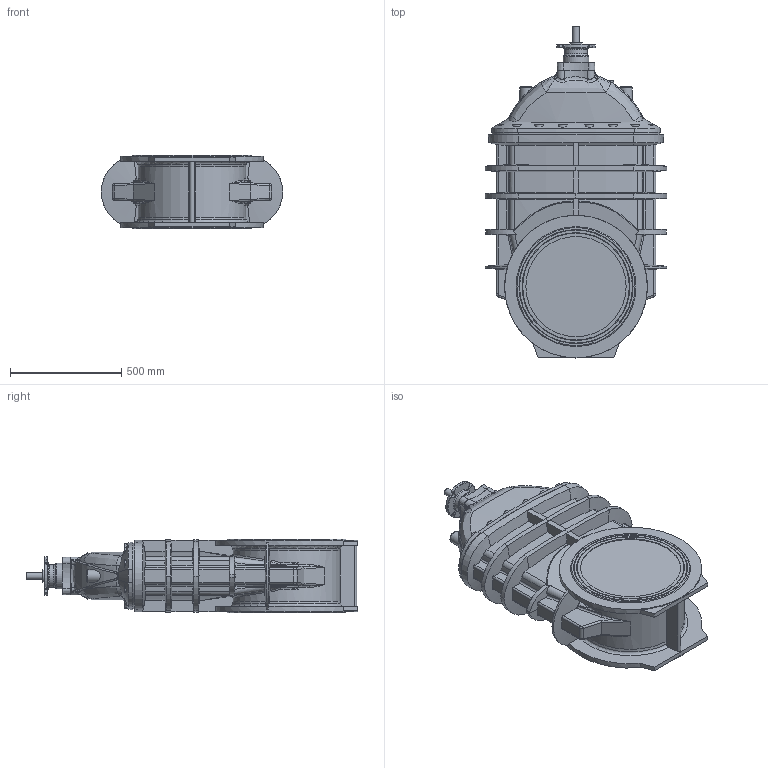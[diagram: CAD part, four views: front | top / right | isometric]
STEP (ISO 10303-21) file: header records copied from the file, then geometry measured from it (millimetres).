
FILE_DESCRIPTION (( 'STEP AP203' ), '1' );
FILE_NAME ('O_06_30_DN450_AA1_step.step', '2016-05-18T09:23:13', ( 'Windows User' ), ( 'AVK' ), 'SwSTEP 2.0', 'SolidWorks 2012', '' );
FILE_SCHEMA (( 'CONFIG_CONTROL_DESIGN' ));
Length unit declared in the file: millimetre
Products named in the file (1): O_06_30_DN450_AA1_step
Bounding box: 814 x 1490 x 330 mm (x, y, z)
Volume: 176776364.7 mm3; surface area: 3706015 mm2
Topology: 1 solids, 1 shells, 561 faces, 1511 edges, 960 vertices
Faces by surface type: cylinder 193, plane 141, bspline 100, cone 92, torus 35
Full cylindrical faces by diameter (mm): 30 x1, 55 x3, 100.5 x1, 115 x1, 450 x2
Entity records: 27282 total; most frequent: CARTESIAN_POINT 14974, ORIENTED_EDGE 2944, DIRECTION 1989, EDGE_CURVE 1472, VERTEX_POINT 957, AXIS2_PLACEMENT_3D 790, B_SPLINE_CURVE_WITH_KNOTS 665, EDGE_LOOP 621
